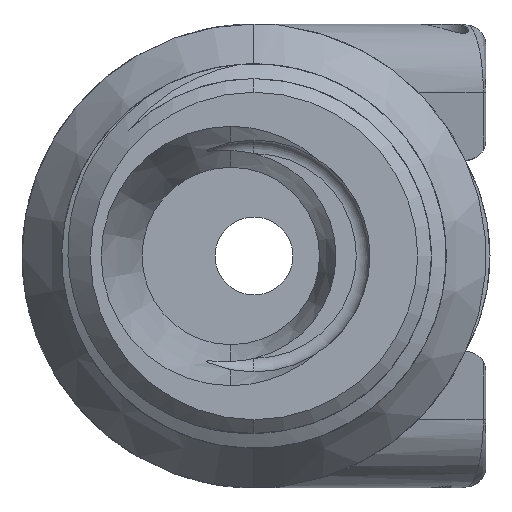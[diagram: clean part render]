
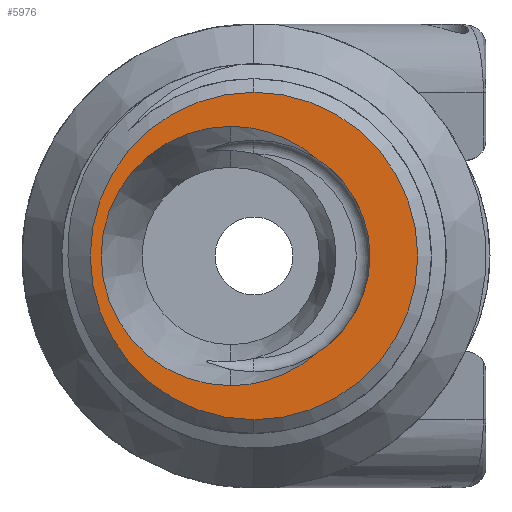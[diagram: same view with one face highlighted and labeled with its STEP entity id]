
A CAD part, front view. The second image highlights one B-rep face of the part: STEP entity #5976.
In plain terms, the highlighted planar face has unit normal (0, -1, 0).
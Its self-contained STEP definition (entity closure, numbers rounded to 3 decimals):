
#71 = CIRCLE ( 'NONE', #5661, 12. ) ;
#117 = CARTESIAN_POINT ( 'NONE',  ( 0., 0., 12. ) ) ;
#371 = CARTESIAN_POINT ( 'NONE',  ( -1.7, 0., -9.5 ) ) ;
#446 = DIRECTION ( 'NONE',  ( 0., 1., 0. ) ) ;
#770 = CARTESIAN_POINT ( 'NONE',  ( 4.444, 0., 7.246 ) ) ;
#843 = VERTEX_POINT ( 'NONE', #770 ) ;
#863 = DIRECTION ( 'NONE',  ( 0., 1., 0. ) ) ;
#894 = VERTEX_POINT ( 'NONE', #371 ) ;
#938 = DIRECTION ( 'NONE',  ( 0., 1., 0. ) ) ;
#957 = ORIENTED_EDGE ( 'NONE', *, *, #2412, .T. ) ;
#1109 = FACE_BOUND ( 'NONE', #6940, .T. ) ;
#1155 = CARTESIAN_POINT ( 'NONE',  ( 0., 0., 0. ) ) ;
#1325 = DIRECTION ( 'NONE',  ( 0., 1., 0. ) ) ;
#1364 = VERTEX_POINT ( 'NONE', #5144 ) ;
#1379 = CIRCLE ( 'NONE', #6590, 9.5 ) ;
#1408 = AXIS2_PLACEMENT_3D ( 'NONE', #6141, #938, #3293 ) ;
#1414 = CIRCLE ( 'NONE', #2978, 9.5 ) ;
#1533 = CIRCLE ( 'NONE', #7349, 12. ) ;
#1603 = FACE_OUTER_BOUND ( 'NONE', #2548, .T. ) ;
#2031 = ORIENTED_EDGE ( 'NONE', *, *, #5895, .T. ) ;
#2055 = CARTESIAN_POINT ( 'NONE',  ( -1.7, 0., 0. ) ) ;
#2181 = DIRECTION ( 'NONE',  ( 0., 1., 0. ) ) ;
#2328 = ORIENTED_EDGE ( 'NONE', *, *, #6489, .T. ) ;
#2412 = EDGE_CURVE ( 'NONE', #1364, #894, #1379, .T. ) ;
#2476 = DIRECTION ( 'NONE',  ( 0., 1., 0. ) ) ;
#2548 = EDGE_LOOP ( 'NONE', ( #6669, #5973 ) ) ;
#2734 = CIRCLE ( 'NONE', #1408, 9.5 ) ;
#2756 = CARTESIAN_POINT ( 'NONE',  ( 0., 0., 0. ) ) ;
#2978 = AXIS2_PLACEMENT_3D ( 'NONE', #2055, #1325, #4379 ) ;
#3222 = AXIS2_PLACEMENT_3D ( 'NONE', #3400, #2181, #6840 ) ;
#3293 = DIRECTION ( 'NONE',  ( 0., 0., 1. ) ) ;
#3400 = CARTESIAN_POINT ( 'NONE',  ( 0., 0., 0. ) ) ;
#3653 = CARTESIAN_POINT ( 'NONE',  ( -1.7, 0., 0. ) ) ;
#3659 = VERTEX_POINT ( 'NONE', #117 ) ;
#3826 = AXIS2_PLACEMENT_3D ( 'NONE', #1155, #5908, #5866 ) ;
#4379 = DIRECTION ( 'NONE',  ( 0., 0., 1. ) ) ;
#4381 = DIRECTION ( 'NONE',  ( 0., 0., 1. ) ) ;
#4693 = DIRECTION ( 'NONE',  ( 0., 0., 1. ) ) ;
#4787 = CARTESIAN_POINT ( 'NONE',  ( -1.7, 0., 9.5 ) ) ;
#4806 = CIRCLE ( 'NONE', #3826, 8.5 ) ;
#5076 = EDGE_CURVE ( 'NONE', #1364, #843, #4806, .T. ) ;
#5112 = VERTEX_POINT ( 'NONE', #5262 ) ;
#5144 = CARTESIAN_POINT ( 'NONE',  ( 4.444, 0., -7.246 ) ) ;
#5262 = CARTESIAN_POINT ( 'NONE',  ( 0., 0., -12. ) ) ;
#5661 = AXIS2_PLACEMENT_3D ( 'NONE', #2756, #863, #7308 ) ;
#5866 = DIRECTION ( 'NONE',  ( 0., 0., -1. ) ) ;
#5895 = EDGE_CURVE ( 'NONE', #894, #7435, #2734, .T. ) ;
#5908 = DIRECTION ( 'NONE',  ( 0., -1., 0. ) ) ;
#5973 = ORIENTED_EDGE ( 'NONE', *, *, #7509, .F. ) ;
#5976 = ADVANCED_FACE ( 'NONE', ( #1109, #1603 ), #7376, .F. ) ;
#6141 = CARTESIAN_POINT ( 'NONE',  ( -1.7, 0., 0. ) ) ;
#6489 = EDGE_CURVE ( 'NONE', #7435, #843, #1414, .T. ) ;
#6590 = AXIS2_PLACEMENT_3D ( 'NONE', #3653, #2476, #4693 ) ;
#6669 = ORIENTED_EDGE ( 'NONE', *, *, #7192, .F. ) ;
#6840 = DIRECTION ( 'NONE',  ( 0., 0., 1. ) ) ;
#6940 = EDGE_LOOP ( 'NONE', ( #957, #2031, #2328, #7015 ) ) ;
#7015 = ORIENTED_EDGE ( 'NONE', *, *, #5076, .F. ) ;
#7192 = EDGE_CURVE ( 'NONE', #3659, #5112, #1533, .T. ) ;
#7308 = DIRECTION ( 'NONE',  ( 0., 0., 1. ) ) ;
#7349 = AXIS2_PLACEMENT_3D ( 'NONE', #7360, #446, #4381 ) ;
#7360 = CARTESIAN_POINT ( 'NONE',  ( 0., 0., 0. ) ) ;
#7376 = PLANE ( 'NONE',  #3222 ) ;
#7435 = VERTEX_POINT ( 'NONE', #4787 ) ;
#7509 = EDGE_CURVE ( 'NONE', #5112, #3659, #71, .T. ) ;
